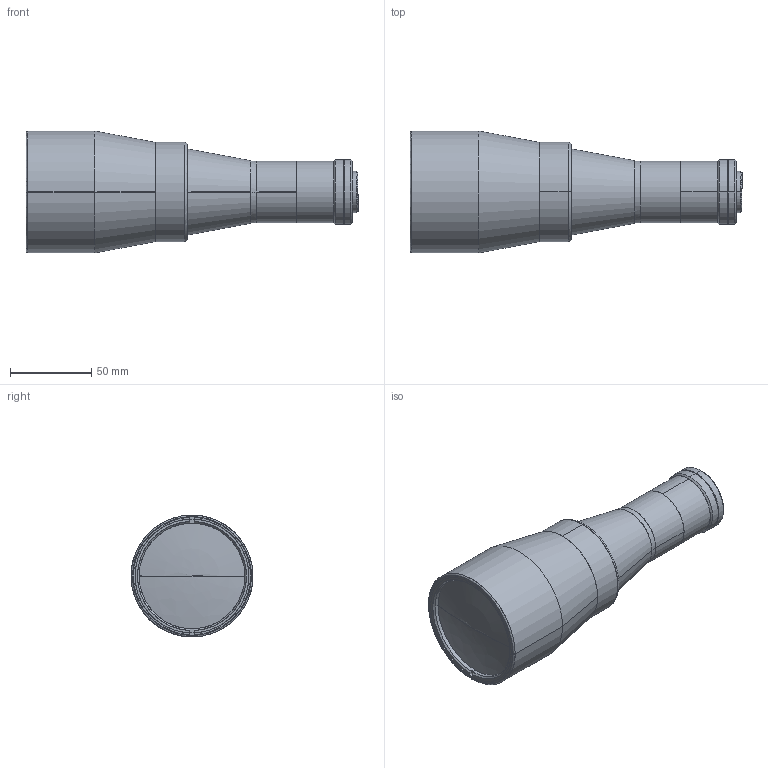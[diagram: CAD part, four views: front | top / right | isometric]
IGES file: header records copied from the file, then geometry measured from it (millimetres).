
Start section: SolidWorks IGES file using analytic representation for surfaces
Global section: file name: DP01351-B_TC23048.igs; native system: SolidWorks 2021; preprocessor: SolidWorks 2021; author: lrizzotto; date: 211203.105712; units: millimetre
Bounding box: 204.22 x 75 x 75 mm (x, y, z)
Surface area: 52788 mm2 (no closed solid volume)
Topology: 0 solids, 0 shells, 72 faces, 1978 edges, 1977 vertices
Faces by surface type: revolution 46, bspline 26
